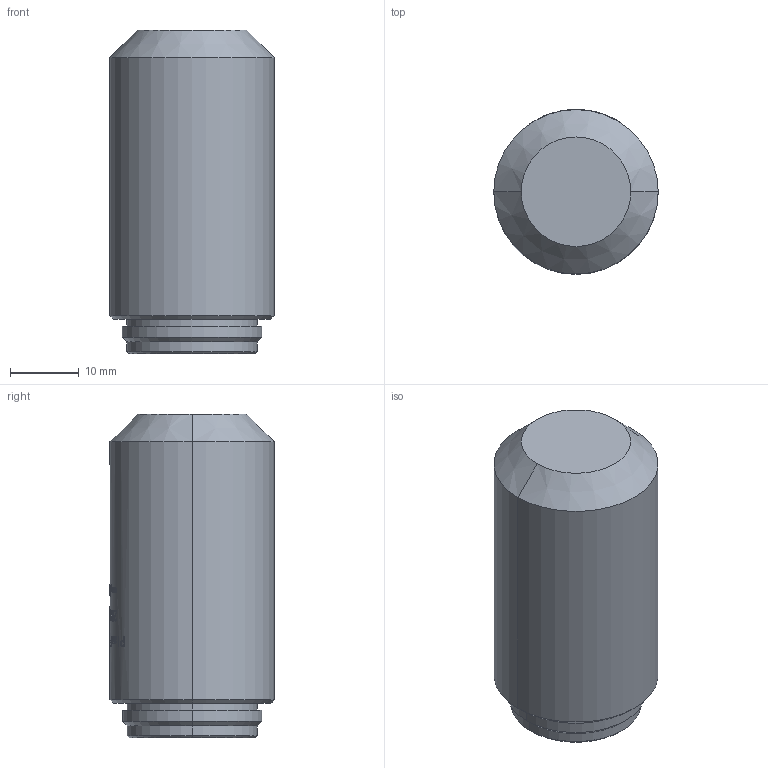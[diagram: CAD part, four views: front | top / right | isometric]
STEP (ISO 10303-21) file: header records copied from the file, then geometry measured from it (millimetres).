
FILE_DESCRIPTION (( 'STEP AP203' ), '1' );
FILE_NAME ('690106.STEP', '2025-07-14T06:09:47', ( '' ), ( '' ), 'SwSTEP 2.0', 'SolidWorks 2020', '' );
FILE_SCHEMA (( 'CONFIG_CONTROL_DESIGN' ));
Length unit declared in the file: millimetre
Products named in the file (1): 690106
Bounding box: 24 x 24.05 x 47.25 mm (x, y, z)
Volume: 20054.9 mm3; surface area: 4231.1 mm2
Topology: 1 solids, 1 shells, 307 faces, 787 edges, 522 vertices
Faces by surface type: plane 139, bspline 115, cylinder 45, cone 8
Entity records: 22972 total; most frequent: CARTESIAN_POINT 16342, ORIENTED_EDGE 1574, DIRECTION 966, EDGE_CURVE 787, VERTEX_POINT 522, B_SPLINE_CURVE_WITH_KNOTS 375, AXIS2_PLACEMENT_3D 361, EDGE_LOOP 347
